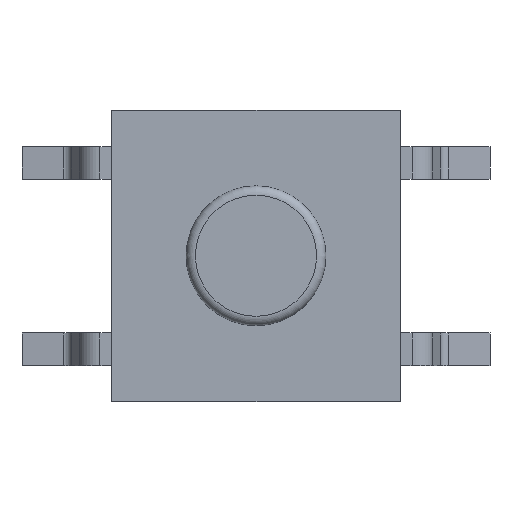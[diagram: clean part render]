
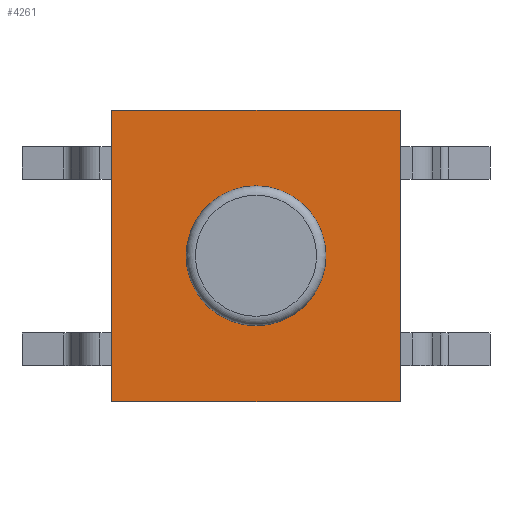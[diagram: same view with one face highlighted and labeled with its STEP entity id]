
A CAD part, top view. The second image highlights one B-rep face of the part: STEP entity #4261.
In plain terms, the highlighted planar face has unit normal (0, 0, 1).
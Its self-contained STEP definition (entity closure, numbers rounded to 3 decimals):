
#3950 = VERTEX_POINT('',#3951);
#3951 = CARTESIAN_POINT('',(0.,0.,2.8));
#3958 = PLANE('',#3959);
#3959 = AXIS2_PLACEMENT_3D('',#3960,#3961,#3962);
#3960 = CARTESIAN_POINT('',(0.,0.,0.));
#3961 = DIRECTION('',(1.,0.,0.));
#3962 = DIRECTION('',(0.,0.,1.));
#3970 = PLANE('',#3971);
#3971 = AXIS2_PLACEMENT_3D('',#3972,#3973,#3974);
#3972 = CARTESIAN_POINT('',(0.,0.,0.));
#3973 = DIRECTION('',(0.,1.,0.));
#3974 = DIRECTION('',(0.,0.,1.));
#4011 = VERTEX_POINT('',#4012);
#4012 = CARTESIAN_POINT('',(0.,6.25,2.8));
#4026 = PLANE('',#4027);
#4027 = AXIS2_PLACEMENT_3D('',#4028,#4029,#4030);
#4028 = CARTESIAN_POINT('',(0.,6.25,0.));
#4029 = DIRECTION('',(0.,1.,0.));
#4030 = DIRECTION('',(0.,0.,1.));
#4038 = EDGE_CURVE('',#3950,#4011,#4039,.T.);
#4039 = SURFACE_CURVE('',#4040,(#4044,#4051),.PCURVE_S1.);
#4040 = LINE('',#4041,#4042);
#4041 = CARTESIAN_POINT('',(0.,0.,2.8));
#4042 = VECTOR('',#4043,1.);
#4043 = DIRECTION('',(0.,1.,0.));
#4044 = PCURVE('',#3958,#4045);
#4045 = DEFINITIONAL_REPRESENTATION('',(#4046),#4050);
#4046 = LINE('',#4047,#4048);
#4047 = CARTESIAN_POINT('',(2.8,0.));
#4048 = VECTOR('',#4049,1.);
#4049 = DIRECTION('',(0.,-1.));
#4050 = ( GEOMETRIC_REPRESENTATION_CONTEXT(2) 
PARAMETRIC_REPRESENTATION_CONTEXT() REPRESENTATION_CONTEXT('2D SPACE',''
  ) );
#4051 = PCURVE('',#4052,#4057);
#4052 = PLANE('',#4053);
#4053 = AXIS2_PLACEMENT_3D('',#4054,#4055,#4056);
#4054 = CARTESIAN_POINT('',(0.,0.,2.8));
#4055 = DIRECTION('',(0.,0.,1.));
#4056 = DIRECTION('',(1.,0.,0.));
#4057 = DEFINITIONAL_REPRESENTATION('',(#4058),#4062);
#4058 = LINE('',#4059,#4060);
#4059 = CARTESIAN_POINT('',(0.,0.));
#4060 = VECTOR('',#4061,1.);
#4061 = DIRECTION('',(0.,1.));
#4062 = ( GEOMETRIC_REPRESENTATION_CONTEXT(2) 
PARAMETRIC_REPRESENTATION_CONTEXT() REPRESENTATION_CONTEXT('2D SPACE',''
  ) );
#4152 = EDGE_CURVE('',#3950,#4153,#4155,.T.);
#4153 = VERTEX_POINT('',#4154);
#4154 = CARTESIAN_POINT('',(6.2,0.,2.8));
#4155 = SURFACE_CURVE('',#4156,(#4160,#4167),.PCURVE_S1.);
#4156 = LINE('',#4157,#4158);
#4157 = CARTESIAN_POINT('',(0.,0.,2.8));
#4158 = VECTOR('',#4159,1.);
#4159 = DIRECTION('',(1.,0.,0.));
#4160 = PCURVE('',#3970,#4161);
#4161 = DEFINITIONAL_REPRESENTATION('',(#4162),#4166);
#4162 = LINE('',#4163,#4164);
#4163 = CARTESIAN_POINT('',(2.8,0.));
#4164 = VECTOR('',#4165,1.);
#4165 = DIRECTION('',(0.,1.));
#4166 = ( GEOMETRIC_REPRESENTATION_CONTEXT(2) 
PARAMETRIC_REPRESENTATION_CONTEXT() REPRESENTATION_CONTEXT('2D SPACE',''
  ) );
#4167 = PCURVE('',#4052,#4168);
#4168 = DEFINITIONAL_REPRESENTATION('',(#4169),#4173);
#4169 = LINE('',#4170,#4171);
#4170 = CARTESIAN_POINT('',(0.,0.));
#4171 = VECTOR('',#4172,1.);
#4172 = DIRECTION('',(1.,0.));
#4173 = ( GEOMETRIC_REPRESENTATION_CONTEXT(2) 
PARAMETRIC_REPRESENTATION_CONTEXT() REPRESENTATION_CONTEXT('2D SPACE',''
  ) );
#4191 = PLANE('',#4192);
#4192 = AXIS2_PLACEMENT_3D('',#4193,#4194,#4195);
#4193 = CARTESIAN_POINT('',(6.2,0.,0.));
#4194 = DIRECTION('',(1.,0.,0.));
#4195 = DIRECTION('',(0.,0.,1.));
#4261 = ADVANCED_FACE('',(#4262),#4052,.T.);
#4262 = FACE_BOUND('',#4263,.T.);
#4263 = EDGE_LOOP('',(#4264,#4265,#4266,#4289));
#4264 = ORIENTED_EDGE('',*,*,#4038,.F.);
#4265 = ORIENTED_EDGE('',*,*,#4152,.T.);
#4266 = ORIENTED_EDGE('',*,*,#4267,.T.);
#4267 = EDGE_CURVE('',#4153,#4268,#4270,.T.);
#4268 = VERTEX_POINT('',#4269);
#4269 = CARTESIAN_POINT('',(6.2,6.25,2.8));
#4270 = SURFACE_CURVE('',#4271,(#4275,#4282),.PCURVE_S1.);
#4271 = LINE('',#4272,#4273);
#4272 = CARTESIAN_POINT('',(6.2,0.,2.8));
#4273 = VECTOR('',#4274,1.);
#4274 = DIRECTION('',(0.,1.,0.));
#4275 = PCURVE('',#4052,#4276);
#4276 = DEFINITIONAL_REPRESENTATION('',(#4277),#4281);
#4277 = LINE('',#4278,#4279);
#4278 = CARTESIAN_POINT('',(6.2,0.));
#4279 = VECTOR('',#4280,1.);
#4280 = DIRECTION('',(0.,1.));
#4281 = ( GEOMETRIC_REPRESENTATION_CONTEXT(2) 
PARAMETRIC_REPRESENTATION_CONTEXT() REPRESENTATION_CONTEXT('2D SPACE',''
  ) );
#4282 = PCURVE('',#4191,#4283);
#4283 = DEFINITIONAL_REPRESENTATION('',(#4284),#4288);
#4284 = LINE('',#4285,#4286);
#4285 = CARTESIAN_POINT('',(2.8,0.));
#4286 = VECTOR('',#4287,1.);
#4287 = DIRECTION('',(0.,-1.));
#4288 = ( GEOMETRIC_REPRESENTATION_CONTEXT(2) 
PARAMETRIC_REPRESENTATION_CONTEXT() REPRESENTATION_CONTEXT('2D SPACE',''
  ) );
#4289 = ORIENTED_EDGE('',*,*,#4290,.F.);
#4290 = EDGE_CURVE('',#4011,#4268,#4291,.T.);
#4291 = SURFACE_CURVE('',#4292,(#4296,#4303),.PCURVE_S1.);
#4292 = LINE('',#4293,#4294);
#4293 = CARTESIAN_POINT('',(0.,6.25,2.8));
#4294 = VECTOR('',#4295,1.);
#4295 = DIRECTION('',(1.,0.,0.));
#4296 = PCURVE('',#4052,#4297);
#4297 = DEFINITIONAL_REPRESENTATION('',(#4298),#4302);
#4298 = LINE('',#4299,#4300);
#4299 = CARTESIAN_POINT('',(0.,6.25));
#4300 = VECTOR('',#4301,1.);
#4301 = DIRECTION('',(1.,0.));
#4302 = ( GEOMETRIC_REPRESENTATION_CONTEXT(2) 
PARAMETRIC_REPRESENTATION_CONTEXT() REPRESENTATION_CONTEXT('2D SPACE',''
  ) );
#4303 = PCURVE('',#4026,#4304);
#4304 = DEFINITIONAL_REPRESENTATION('',(#4305),#4309);
#4305 = LINE('',#4306,#4307);
#4306 = CARTESIAN_POINT('',(2.8,0.));
#4307 = VECTOR('',#4308,1.);
#4308 = DIRECTION('',(0.,1.));
#4309 = ( GEOMETRIC_REPRESENTATION_CONTEXT(2) 
PARAMETRIC_REPRESENTATION_CONTEXT() REPRESENTATION_CONTEXT('2D SPACE',''
  ) );
